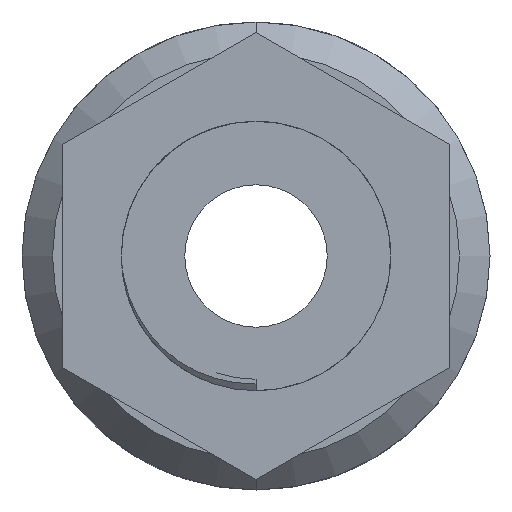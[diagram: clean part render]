
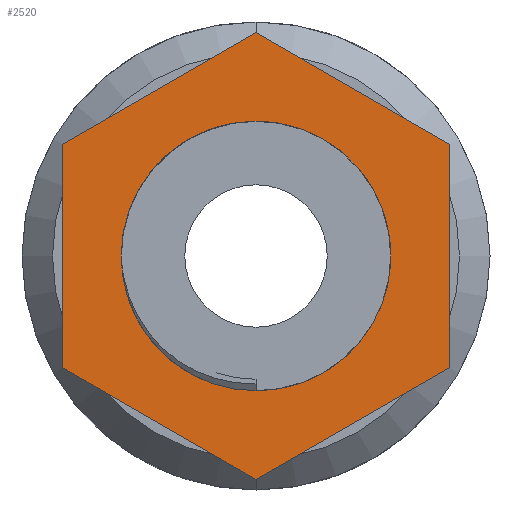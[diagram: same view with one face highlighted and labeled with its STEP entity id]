
A CAD part, front view. The second image highlights one B-rep face of the part: STEP entity #2520.
In plain terms, the highlighted planar face has unit normal (0, -1, 0).
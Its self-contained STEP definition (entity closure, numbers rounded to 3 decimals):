
#4 = EDGE_LOOP ( 'NONE', ( #2915, #493 ) ) ;
#15 = VECTOR ( 'NONE', #20, 1000. ) ;
#20 = DIRECTION ( 'NONE',  ( 0., 0., 1. ) ) ;
#39 = CARTESIAN_POINT ( 'NONE',  ( 0., -7., 10.97 ) ) ;
#197 = AXIS2_PLACEMENT_3D ( 'NONE', #1260, #2873, #1486 ) ;
#225 = VERTEX_POINT ( 'NONE', #1718 ) ;
#254 = VECTOR ( 'NONE', #2706, 1000. ) ;
#396 = DIRECTION ( 'NONE',  ( 0., 0., -1. ) ) ;
#443 = EDGE_CURVE ( 'NONE', #619, #2299, #2106, .T. ) ;
#457 = CARTESIAN_POINT ( 'NONE',  ( 9.5, -7., 5.485 ) ) ;
#493 = ORIENTED_EDGE ( 'NONE', *, *, #1025, .F. ) ;
#567 = ORIENTED_EDGE ( 'NONE', *, *, #2810, .T. ) ;
#582 = AXIS2_PLACEMENT_3D ( 'NONE', #1298, #2238, #842 ) ;
#609 = PLANE ( 'NONE',  #582 ) ;
#619 = VERTEX_POINT ( 'NONE', #457 ) ;
#630 = CARTESIAN_POINT ( 'NONE',  ( 0., -7., -10.97 ) ) ;
#673 = FACE_BOUND ( 'NONE', #4, .T. ) ;
#735 = EDGE_CURVE ( 'NONE', #2631, #1259, #2828, .T. ) ;
#783 = EDGE_LOOP ( 'NONE', ( #813, #1378, #2607, #1257, #2442, #567 ) ) ;
#813 = ORIENTED_EDGE ( 'NONE', *, *, #443, .T. ) ;
#838 = CARTESIAN_POINT ( 'NONE',  ( -9.5, -7., 5.485 ) ) ;
#842 = DIRECTION ( 'NONE',  ( 0., 0., -1. ) ) ;
#944 = EDGE_CURVE ( 'NONE', #225, #2036, #1987, .T. ) ;
#980 = VECTOR ( 'NONE', #2127, 1000. ) ;
#1012 = CARTESIAN_POINT ( 'NONE',  ( -9.5, -7., -5.485 ) ) ;
#1025 = EDGE_CURVE ( 'NONE', #1259, #2631, #1630, .T. ) ;
#1206 = AXIS2_PLACEMENT_3D ( 'NONE', #2628, #1244, #2861 ) ;
#1244 = DIRECTION ( 'NONE',  ( 0., -1., 0. ) ) ;
#1257 = ORIENTED_EDGE ( 'NONE', *, *, #944, .T. ) ;
#1259 = VERTEX_POINT ( 'NONE', #2330 ) ;
#1260 = CARTESIAN_POINT ( 'NONE',  ( 0., -7., 0. ) ) ;
#1298 = CARTESIAN_POINT ( 'NONE',  ( 0., -7., 0. ) ) ;
#1378 = ORIENTED_EDGE ( 'NONE', *, *, #1526, .T. ) ;
#1458 = DIRECTION ( 'NONE',  ( -0.866, 0., 0.5 ) ) ;
#1486 = DIRECTION ( 'NONE',  ( 0., 0., -1. ) ) ;
#1526 = EDGE_CURVE ( 'NONE', #2299, #1817, #2367, .T. ) ;
#1532 = VERTEX_POINT ( 'NONE', #1677 ) ;
#1630 = CIRCLE ( 'NONE', #197, 6.62 ) ;
#1651 = CARTESIAN_POINT ( 'NONE',  ( 9.5, -7., -5.485 ) ) ;
#1677 = CARTESIAN_POINT ( 'NONE',  ( 9.5, -7., -5.485 ) ) ;
#1693 = CARTESIAN_POINT ( 'NONE',  ( 9.5, -7., 5.485 ) ) ;
#1718 = CARTESIAN_POINT ( 'NONE',  ( -9.5, -7., -5.485 ) ) ;
#1763 = FACE_OUTER_BOUND ( 'NONE', #783, .T. ) ;
#1787 = CARTESIAN_POINT ( 'NONE',  ( 0., -7., -6.62 ) ) ;
#1817 = VERTEX_POINT ( 'NONE', #838 ) ;
#1879 = EDGE_CURVE ( 'NONE', #2036, #1532, #2014, .T. ) ;
#1987 = LINE ( 'NONE', #1012, #2405 ) ;
#2008 = VECTOR ( 'NONE', #396, 1000. ) ;
#2014 = LINE ( 'NONE', #630, #254 ) ;
#2036 = VERTEX_POINT ( 'NONE', #2508 ) ;
#2106 = LINE ( 'NONE', #1693, #2246 ) ;
#2127 = DIRECTION ( 'NONE',  ( -0.866, 0., -0.5 ) ) ;
#2193 = CARTESIAN_POINT ( 'NONE',  ( 0., -7., 10.97 ) ) ;
#2238 = DIRECTION ( 'NONE',  ( 0., -1., 0. ) ) ;
#2246 = VECTOR ( 'NONE', #1458, 1000. ) ;
#2299 = VERTEX_POINT ( 'NONE', #2193 ) ;
#2330 = CARTESIAN_POINT ( 'NONE',  ( -2.384, -7., 6.176 ) ) ;
#2353 = LINE ( 'NONE', #1651, #15 ) ;
#2367 = LINE ( 'NONE', #39, #980 ) ;
#2405 = VECTOR ( 'NONE', #2633, 1000. ) ;
#2442 = ORIENTED_EDGE ( 'NONE', *, *, #1879, .T. ) ;
#2508 = CARTESIAN_POINT ( 'NONE',  ( 0., -7., -10.97 ) ) ;
#2520 = ADVANCED_FACE ( 'NONE', ( #1763, #673 ), #609, .T. ) ;
#2607 = ORIENTED_EDGE ( 'NONE', *, *, #2618, .T. ) ;
#2618 = EDGE_CURVE ( 'NONE', #1817, #225, #2692, .T. ) ;
#2628 = CARTESIAN_POINT ( 'NONE',  ( 0., -7., 0. ) ) ;
#2631 = VERTEX_POINT ( 'NONE', #1787 ) ;
#2633 = DIRECTION ( 'NONE',  ( 0.866, 0., -0.5 ) ) ;
#2692 = LINE ( 'NONE', #2702, #2008 ) ;
#2702 = CARTESIAN_POINT ( 'NONE',  ( -9.5, -7., 5.485 ) ) ;
#2706 = DIRECTION ( 'NONE',  ( 0.866, 0., 0.5 ) ) ;
#2810 = EDGE_CURVE ( 'NONE', #1532, #619, #2353, .T. ) ;
#2828 = CIRCLE ( 'NONE', #1206, 6.62 ) ;
#2861 = DIRECTION ( 'NONE',  ( 0., 0., -1. ) ) ;
#2873 = DIRECTION ( 'NONE',  ( 0., -1., 0. ) ) ;
#2915 = ORIENTED_EDGE ( 'NONE', *, *, #735, .F. ) ;
